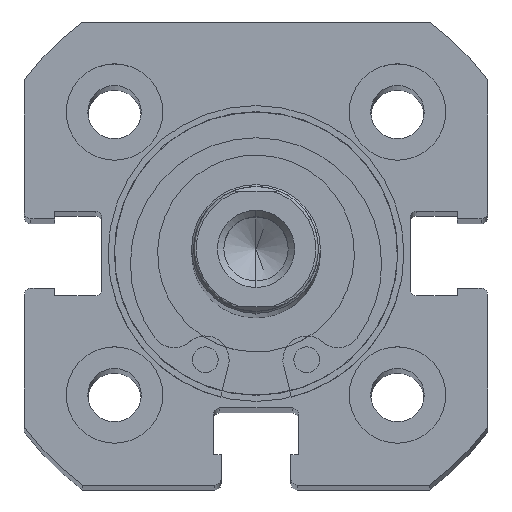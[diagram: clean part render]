
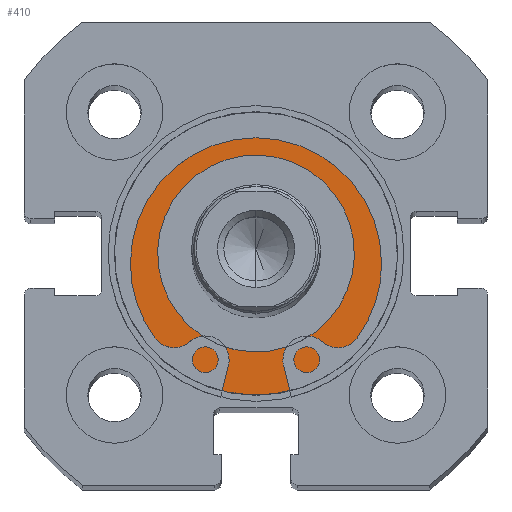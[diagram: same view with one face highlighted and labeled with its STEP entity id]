
A CAD part, top view. The second image highlights one B-rep face of the part: STEP entity #410.
In plain terms, the highlighted face is planar.
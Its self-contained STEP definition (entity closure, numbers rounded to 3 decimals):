
#71 = CARTESIAN_POINT ( 'NONE',  ( 2., 11., 0. ) ) ;
#72 = PLANE ( 'NONE',  #2719 ) ;
#75 = DIRECTION ( 'NONE',  ( 0., 0., -1. ) ) ;
#156 = DIRECTION ( 'NONE',  ( 1., 0., 0. ) ) ;
#410 = ADVANCED_FACE ( 'NONE', ( #3151, #3162 ), #72, .F. ) ;
#526 = CARTESIAN_POINT ( 'NONE',  ( 2., 0., 0. ) ) ;
#527 = DIRECTION ( 'NONE',  ( -1., 0., 0. ) ) ;
#528 = DIRECTION ( 'NONE',  ( 0., 0., 1. ) ) ;
#706 = CARTESIAN_POINT ( 'NONE',  ( 2., 0., 0. ) ) ;
#708 = DIRECTION ( 'NONE',  ( -1., 0., 0. ) ) ;
#709 = DIRECTION ( 'NONE',  ( 0., 0., 1. ) ) ;
#987 = CARTESIAN_POINT ( 'NONE',  ( 2., 0., 0. ) ) ;
#997 = DIRECTION ( 'NONE',  ( -1., 0., 0. ) ) ;
#998 = DIRECTION ( 'NONE',  ( 0., 0., 1. ) ) ;
#1149 = CARTESIAN_POINT ( 'NONE',  ( 2., 0., 0. ) ) ;
#1157 = DIRECTION ( 'NONE',  ( -1., 0., 0. ) ) ;
#1158 = DIRECTION ( 'NONE',  ( 0., 0., 1. ) ) ;
#1411 = CARTESIAN_POINT ( 'NONE',  ( 2., 0., -11. ) ) ;
#1418 = CARTESIAN_POINT ( 'NONE',  ( 2., 0., -7.65 ) ) ;
#1419 = CARTESIAN_POINT ( 'NONE',  ( 2., 0., 11. ) ) ;
#1422 = CARTESIAN_POINT ( 'NONE',  ( 2., 0., 7.65 ) ) ;
#2238 = EDGE_CURVE ( 'NONE', #4053, #4049, #3227, .T. ) ;
#2299 = EDGE_CURVE ( 'NONE', #4049, #4053, #3308, .T. ) ;
#2409 = EDGE_CURVE ( 'NONE', #4042, #4050, #3462, .T. ) ;
#2460 = EDGE_CURVE ( 'NONE', #4050, #4042, #3529, .T. ) ;
#2719 = AXIS2_PLACEMENT_3D ( 'NONE', #71, #156, #75 ) ;
#2739 = AXIS2_PLACEMENT_3D ( 'NONE', #526, #527, #528 ) ;
#2769 = AXIS2_PLACEMENT_3D ( 'NONE', #706, #708, #709 ) ;
#2828 = AXIS2_PLACEMENT_3D ( 'NONE', #987, #997, #998 ) ;
#2851 = AXIS2_PLACEMENT_3D ( 'NONE', #1149, #1157, #1158 ) ;
#3151 = FACE_BOUND ( 'NONE', #5055, .T. ) ;
#3162 = FACE_OUTER_BOUND ( 'NONE', #5099, .T. ) ;
#3227 = CIRCLE ( 'NONE', #2739, 7.65 ) ;
#3308 = CIRCLE ( 'NONE', #2769, 7.65 ) ;
#3462 = CIRCLE ( 'NONE', #2828, 11. ) ;
#3529 = CIRCLE ( 'NONE', #2851, 11. ) ;
#4042 = VERTEX_POINT ( 'NONE', #1411 ) ;
#4049 = VERTEX_POINT ( 'NONE', #1418 ) ;
#4050 = VERTEX_POINT ( 'NONE', #1419 ) ;
#4053 = VERTEX_POINT ( 'NONE', #1422 ) ;
#5055 = EDGE_LOOP ( 'NONE', ( #6046, #6045 ) ) ;
#5099 = EDGE_LOOP ( 'NONE', ( #5998, #6043 ) ) ;
#5998 = ORIENTED_EDGE ( 'NONE', *, *, #2460, .T. ) ;
#6043 = ORIENTED_EDGE ( 'NONE', *, *, #2409, .T. ) ;
#6045 = ORIENTED_EDGE ( 'NONE', *, *, #2299, .F. ) ;
#6046 = ORIENTED_EDGE ( 'NONE', *, *, #2238, .F. ) ;
